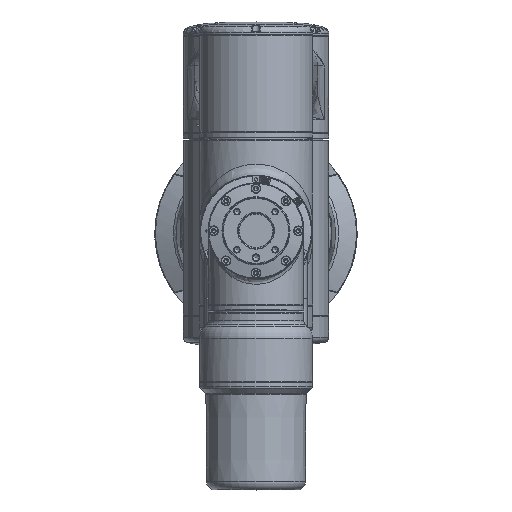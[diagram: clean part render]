
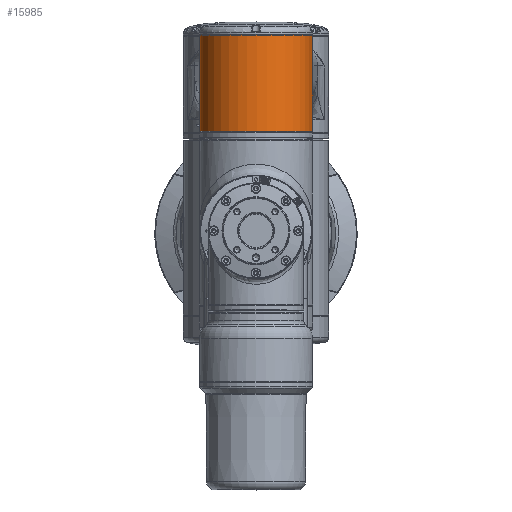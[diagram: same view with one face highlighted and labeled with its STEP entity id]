
A CAD part, top view. The second image highlights one B-rep face of the part: STEP entity #15985.
In plain terms, the highlighted cylindrical face has radius 52.5 mm (diameter 105 mm), a full revolution.
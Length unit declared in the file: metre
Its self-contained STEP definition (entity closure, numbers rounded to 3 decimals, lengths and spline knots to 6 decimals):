
#846=LINE('',#27531,#1491);
#847=LINE('',#27545,#1492);
#848=LINE('',#27572,#1493);
#849=LINE('',#27576,#1494);
#1491=VECTOR('',#20009,1.);
#1492=VECTOR('',#20010,1.);
#1493=VECTOR('',#20013,1.);
#1494=VECTOR('',#20016,1.);
#2132=CYLINDRICAL_SURFACE('',#17527,0.0525);
#2545=B_SPLINE_CURVE_WITH_KNOTS('',3,(#27515,#27516,#27517,#27518,#27519,
#27520,#27521),.UNSPECIFIED.,.F.,.F.,(4,1,1,1,4),(0.,0.005609,
0.011217,0.016826,0.022435),.UNSPECIFIED.);
#2546=B_SPLINE_CURVE_WITH_KNOTS('',3,(#27524,#27525,#27526,#27527,#27528,
#27529),.UNSPECIFIED.,.F.,.F.,(4,1,1,4),(0.,0.013311,0.019967,
0.026622),.UNSPECIFIED.);
#2547=B_SPLINE_CURVE_WITH_KNOTS('',3,(#27533,#27534,#27535,#27536,#27537,
#27538,#27539,#27540,#27541,#27542,#27543),.UNSPECIFIED.,.F.,.F.,(4,1,1,
1,1,1,1,1,4),(0.,0.125,0.25,0.375,0.5,0.625,0.75,0.875,1.),
 .UNSPECIFIED.);
#2548=B_SPLINE_CURVE_WITH_KNOTS('',3,(#27547,#27548,#27549,#27550,#27551,
#27552),.UNSPECIFIED.,.F.,.F.,(4,1,1,4),(0.,0.013311,0.019967,
0.026622),.UNSPECIFIED.);
#2549=B_SPLINE_CURVE_WITH_KNOTS('',3,(#27554,#27555,#27556,#27557,#27558,
#27559,#27560),.UNSPECIFIED.,.F.,.F.,(4,1,1,1,4),(0.,0.005616,
0.011232,0.016848,0.022464),.UNSPECIFIED.);
#2550=B_SPLINE_CURVE_WITH_KNOTS('',3,(#27563,#27564,#27565,#27566,#27567,
#27568,#27569),.UNSPECIFIED.,.F.,.F.,(4,1,1,1,4),(0.,0.001187,
0.002374,0.003561,0.004748),
 .UNSPECIFIED.);
#3690=ORIENTED_EDGE('',*,*,#7907,.T.);
#3691=ORIENTED_EDGE('',*,*,#7908,.T.);
#3692=ORIENTED_EDGE('',*,*,#7909,.T.);
#3693=ORIENTED_EDGE('',*,*,#7910,.T.);
#3694=ORIENTED_EDGE('',*,*,#7911,.T.);
#3695=ORIENTED_EDGE('',*,*,#7912,.T.);
#3696=ORIENTED_EDGE('',*,*,#7913,.T.);
#3697=ORIENTED_EDGE('',*,*,#7914,.T.);
#3698=ORIENTED_EDGE('',*,*,#7915,.T.);
#3699=ORIENTED_EDGE('',*,*,#7916,.T.);
#3700=ORIENTED_EDGE('',*,*,#7917,.T.);
#3701=ORIENTED_EDGE('',*,*,#7918,.T.);
#3702=ORIENTED_EDGE('',*,*,#7919,.T.);
#7907=EDGE_CURVE('',#10069,#10069,#11535,.F.);
#7908=EDGE_CURVE('',#10070,#10071,#2545,.T.);
#7909=EDGE_CURVE('',#10071,#10072,#2546,.T.);
#7910=EDGE_CURVE('',#10072,#10073,#846,.T.);
#7911=EDGE_CURVE('',#10073,#10074,#2547,.T.);
#7912=EDGE_CURVE('',#10074,#10075,#847,.F.);
#7913=EDGE_CURVE('',#10075,#10076,#2548,.F.);
#7914=EDGE_CURVE('',#10076,#10077,#2549,.T.);
#7915=EDGE_CURVE('',#10077,#10070,#11536,.T.);
#7916=EDGE_CURVE('',#10078,#10079,#2550,.T.);
#7917=EDGE_CURVE('',#10079,#10080,#848,.T.);
#7918=EDGE_CURVE('',#10080,#10081,#11537,.T.);
#7919=EDGE_CURVE('',#10081,#10078,#849,.F.);
#10069=VERTEX_POINT('',#27514);
#10070=VERTEX_POINT('',#27522);
#10071=VERTEX_POINT('',#27523);
#10072=VERTEX_POINT('',#27530);
#10073=VERTEX_POINT('',#27532);
#10074=VERTEX_POINT('',#27544);
#10075=VERTEX_POINT('',#27546);
#10076=VERTEX_POINT('',#27553);
#10077=VERTEX_POINT('',#27561);
#10078=VERTEX_POINT('',#27570);
#10079=VERTEX_POINT('',#27571);
#10080=VERTEX_POINT('',#27573);
#10081=VERTEX_POINT('',#27575);
#11535=CIRCLE('',#17528,0.0525);
#11536=CIRCLE('',#17529,0.0525);
#11537=CIRCLE('',#17530,0.0525);
#12635=EDGE_LOOP('',(#3690));
#12636=EDGE_LOOP('',(#3691,#3692,#3693,#3694,#3695,#3696,#3697,#3698));
#12637=EDGE_LOOP('',(#3699,#3700,#3701,#3702));
#14229=FACE_BOUND('',#12635,.T.);
#14230=FACE_BOUND('',#12636,.T.);
#14231=FACE_BOUND('',#12637,.T.);
#15985=ADVANCED_FACE('',(#14229,#14230,#14231),#2132,.T.);
#17527=AXIS2_PLACEMENT_3D('',#27512,#20005,#20006);
#17528=AXIS2_PLACEMENT_3D('',#27513,#20007,#20008);
#17529=AXIS2_PLACEMENT_3D('',#27562,#20011,#20012);
#17530=AXIS2_PLACEMENT_3D('',#27574,#20014,#20015);
#20005=DIRECTION('',(0.,-1.,0.));
#20006=DIRECTION('',(0.,0.,1.));
#20007=DIRECTION('',(0.,1.,0.));
#20008=DIRECTION('',(0.,0.,-1.));
#20009=DIRECTION('',(0.,-1.,0.));
#20010=DIRECTION('',(0.,-1.,0.));
#20011=DIRECTION('',(0.,1.,0.));
#20012=DIRECTION('',(0.,0.,-1.));
#20013=DIRECTION('',(0.,-1.,0.));
#20014=DIRECTION('',(0.,1.,0.));
#20015=DIRECTION('',(0.,0.,-1.));
#20016=DIRECTION('',(0.,-1.,0.));
#27512=CARTESIAN_POINT('',(0.,0.195,0.7935));
#27513=CARTESIAN_POINT('',(0.,0.1825,0.7935));
#27514=CARTESIAN_POINT('',(0.,0.1825,0.741));
#27515=CARTESIAN_POINT('',(-0.028348,0.178,0.749312));
#27516=CARTESIAN_POINT('',(-0.029943,0.178,0.750335));
#27517=CARTESIAN_POINT('',(-0.03296,0.17763,0.75251));
#27518=CARTESIAN_POINT('',(-0.037058,0.176175,0.756184));
#27519=CARTESIAN_POINT('',(-0.040541,0.174064,0.760015));
#27520=CARTESIAN_POINT('',(-0.04253,0.172273,0.762677));
#27521=CARTESIAN_POINT('',(-0.043435,0.171294,0.76401));
#27522=CARTESIAN_POINT('',(-0.028348,0.178,0.749312));
#27523=CARTESIAN_POINT('',(-0.043435,0.171294,0.76401));
#27524=CARTESIAN_POINT('',(-0.043435,0.171294,0.76401));
#27525=CARTESIAN_POINT('',(-0.045594,0.168959,0.76719));
#27526=CARTESIAN_POINT('',(-0.048088,0.165019,0.771949));
#27527=CARTESIAN_POINT('',(-0.05038,0.159369,0.778434));
#27528=CARTESIAN_POINT('',(-0.051201,0.15644,0.781771));
#27529=CARTESIAN_POINT('',(-0.051525,0.155,0.783427));
#27530=CARTESIAN_POINT('',(-0.051525,0.155,0.783427));
#27531=CARTESIAN_POINT('',(-0.051525,0.195,0.783427));
#27532=CARTESIAN_POINT('',(-0.051525,0.105,0.783427));
#27533=CARTESIAN_POINT('',(-0.051525,0.105,0.783427));
#27534=CARTESIAN_POINT('',(-0.050368,0.105,0.777511));
#27535=CARTESIAN_POINT('',(-0.045998,0.105,0.766084));
#27536=CARTESIAN_POINT('',(-0.034039,0.105,0.752162));
#27537=CARTESIAN_POINT('',(-0.018081,0.105,0.743097));
#27538=CARTESIAN_POINT('',(0.,0.105,0.739952));
#27539=CARTESIAN_POINT('',(0.018081,0.105,0.743097));
#27540=CARTESIAN_POINT('',(0.034039,0.105,0.752162));
#27541=CARTESIAN_POINT('',(0.045998,0.105,0.766084));
#27542=CARTESIAN_POINT('',(0.050368,0.105,0.777511));
#27543=CARTESIAN_POINT('',(0.051525,0.105,0.783427));
#27544=CARTESIAN_POINT('',(0.051525,0.105,0.783427));
#27545=CARTESIAN_POINT('',(0.051525,0.195,0.783427));
#27546=CARTESIAN_POINT('',(0.051525,0.155,0.783427));
#27547=CARTESIAN_POINT('',(0.043435,0.171294,0.76401));
#27548=CARTESIAN_POINT('',(0.045594,0.168959,0.76719));
#27549=CARTESIAN_POINT('',(0.048088,0.165019,0.771949));
#27550=CARTESIAN_POINT('',(0.05038,0.159369,0.778434));
#27551=CARTESIAN_POINT('',(0.051201,0.15644,0.781771));
#27552=CARTESIAN_POINT('',(0.051525,0.155,0.783427));
#27553=CARTESIAN_POINT('',(0.043435,0.171294,0.76401));
#27554=CARTESIAN_POINT('',(0.043435,0.171294,0.76401));
#27555=CARTESIAN_POINT('',(0.042528,0.172275,0.762674));
#27556=CARTESIAN_POINT('',(0.040555,0.174054,0.760031));
#27557=CARTESIAN_POINT('',(0.037029,0.17619,0.756154));
#27558=CARTESIAN_POINT('',(0.032959,0.177627,0.752511));
#27559=CARTESIAN_POINT('',(0.029948,0.178,0.750338));
#27560=CARTESIAN_POINT('',(0.028348,0.178,0.749312));
#27561=CARTESIAN_POINT('',(0.028348,0.178,0.749312));
#27562=CARTESIAN_POINT('',(0.,0.178,0.7935));
#27563=CARTESIAN_POINT('',(-0.052479,0.099001,0.792));
#27564=CARTESIAN_POINT('',(-0.052479,0.099397,0.792));
#27565=CARTESIAN_POINT('',(-0.052489,0.100176,0.792325));
#27566=CARTESIAN_POINT('',(-0.052505,0.100664,0.793502));
#27567=CARTESIAN_POINT('',(-0.052489,0.100174,0.794675));
#27568=CARTESIAN_POINT('',(-0.052479,0.099397,0.795));
#27569=CARTESIAN_POINT('',(-0.052479,0.099001,0.795));
#27570=CARTESIAN_POINT('',(-0.052479,0.099001,0.792));
#27571=CARTESIAN_POINT('',(-0.052479,0.099001,0.795));
#27572=CARTESIAN_POINT('',(-0.052479,0.195,0.795));
#27573=CARTESIAN_POINT('',(-0.052479,0.0935,0.795));
#27574=CARTESIAN_POINT('',(0.,0.0935,0.7935));
#27575=CARTESIAN_POINT('',(-0.052479,0.0935,0.792));
#27576=CARTESIAN_POINT('',(-0.052479,0.195,0.792));
